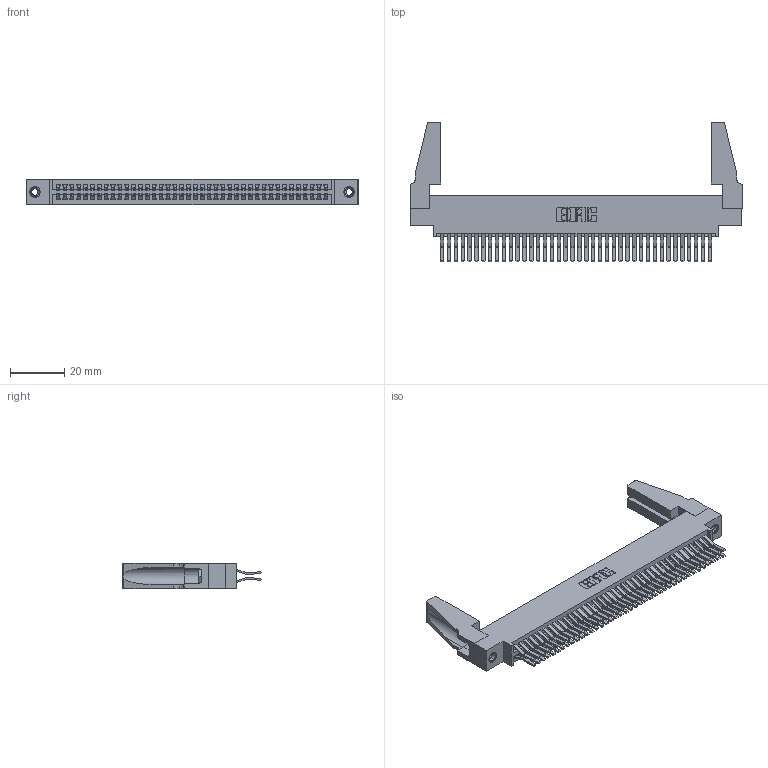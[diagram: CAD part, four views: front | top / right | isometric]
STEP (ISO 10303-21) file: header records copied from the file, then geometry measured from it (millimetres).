
FILE_DESCRIPTION (( 'STEP AP203' ), '1' );
FILE_NAME ('395-080-560-888.STEP', '2019-10-25T05:42:56', ( '' ), ( '' ), 'SwSTEP 2.0', 'SolidWorks 2016', '' );
FILE_SCHEMA (( 'CONFIG_CONTROL_DESIGN' ));
Length unit declared in the file: inch
Products named in the file (5): 345 Part_0.170 Offset - 0.156 Dia-TH; 345-292-001_560 Tail; 345-250-001_345-250-001-102; 345-220-078_345-220-088; 395-080-560-888
Assembly tree (85 placements, depth 2):
  395-080-560-888
    345 Part_0.170 Offset - 0.156 Dia-TH
    345-292-001_560 Tail  x80
    345-250-001_345-250-001-102  x2
    345-220-078_345-220-088  x2
Bounding box: 122.83 x 51.62 x 9.4 mm (x, y, z)
Volume: 15577.1 mm3; surface area: 22793.4 mm2
Topology: 85 solids, 85 shells, 4414 faces, 13067 edges, 8594 vertices
Faces by surface type: plane 2796, cylinder 1602, cone 12, torus 4
Entity records: 34022 total; most frequent: CARTESIAN_POINT 5702, ORIENTED_EDGE 5596, DIRECTION 5038, EDGE_CURVE 2798, LINE 2460, VECTOR 2460, VERTEX_POINT 1858, AXIS2_PLACEMENT_3D 1289
